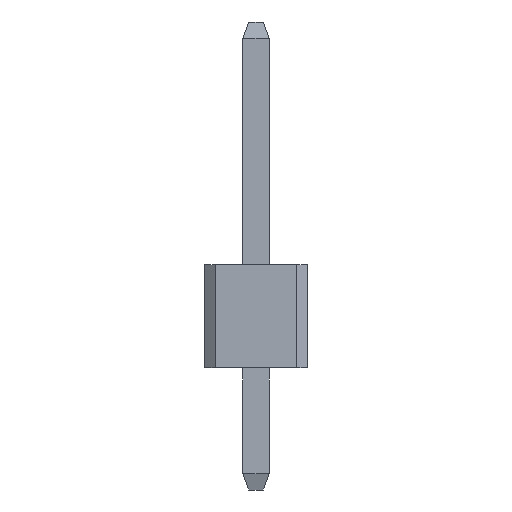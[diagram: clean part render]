
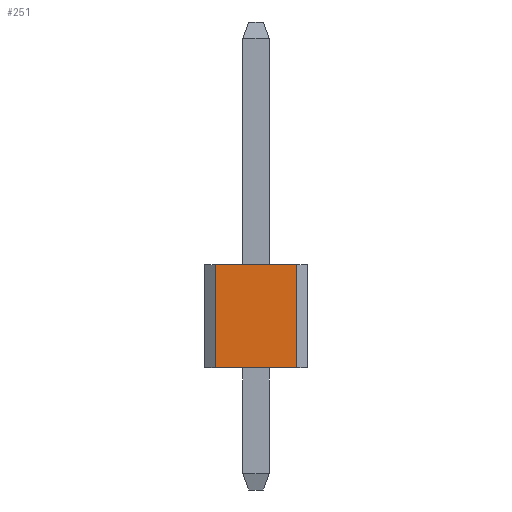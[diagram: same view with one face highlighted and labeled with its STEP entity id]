
A CAD part, front view. The second image highlights one B-rep face of the part: STEP entity #251.
In plain terms, the highlighted planar face has unit normal (0, -1, 0).
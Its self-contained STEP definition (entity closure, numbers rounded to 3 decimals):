
#15 = DIRECTION ( 'NONE',  ( -1., 0., 0. ) ) ;
#61 = VECTOR ( 'NONE', #1285, 1000. ) ;
#98 = DIRECTION ( 'NONE',  ( 0., 0., -1. ) ) ;
#142 = DIRECTION ( 'NONE',  ( 0., 0., -1. ) ) ;
#145 = VERTEX_POINT ( 'NONE', #788 ) ;
#232 = AXIS2_PLACEMENT_3D ( 'NONE', #709, #1316, #98 ) ;
#247 = VECTOR ( 'NONE', #15, 1000. ) ;
#251 = ADVANCED_FACE ( 'NONE', ( #1311 ), #589, .T. ) ;
#269 = CARTESIAN_POINT ( 'NONE',  ( 1., -1.27, 3. ) ) ;
#436 = VERTEX_POINT ( 'NONE', #1196 ) ;
#450 = VERTEX_POINT ( 'NONE', #269 ) ;
#565 = CARTESIAN_POINT ( 'NONE',  ( -1., -1.27, 3. ) ) ;
#582 = VECTOR ( 'NONE', #1154, 1000. ) ;
#589 = PLANE ( 'NONE',  #232 ) ;
#608 = VECTOR ( 'NONE', #142, 1000. ) ;
#618 = ORIENTED_EDGE ( 'NONE', *, *, #990, .T. ) ;
#706 = LINE ( 'NONE', #1123, #582 ) ;
#709 = CARTESIAN_POINT ( 'NONE',  ( -1., -1.27, 5.54 ) ) ;
#737 = LINE ( 'NONE', #743, #247 ) ;
#743 = CARTESIAN_POINT ( 'NONE',  ( -1., -1.27, 3. ) ) ;
#788 = CARTESIAN_POINT ( 'NONE',  ( 1., -1.27, 5.54 ) ) ;
#796 = VERTEX_POINT ( 'NONE', #565 ) ;
#801 = CARTESIAN_POINT ( 'NONE',  ( -1., -1.27, 5.54 ) ) ;
#822 = EDGE_CURVE ( 'NONE', #145, #450, #1085, .T. ) ;
#913 = EDGE_LOOP ( 'NONE', ( #992, #1030, #1011, #618 ) ) ;
#958 = LINE ( 'NONE', #801, #61 ) ;
#990 = EDGE_CURVE ( 'NONE', #436, #796, #706, .T. ) ;
#992 = ORIENTED_EDGE ( 'NONE', *, *, #1263, .F. ) ;
#1011 = ORIENTED_EDGE ( 'NONE', *, *, #1094, .T. ) ;
#1030 = ORIENTED_EDGE ( 'NONE', *, *, #822, .F. ) ;
#1085 = LINE ( 'NONE', #1090, #608 ) ;
#1090 = CARTESIAN_POINT ( 'NONE',  ( 1., -1.27, 5.54 ) ) ;
#1094 = EDGE_CURVE ( 'NONE', #145, #436, #958, .T. ) ;
#1123 = CARTESIAN_POINT ( 'NONE',  ( -1., -1.27, 5.54 ) ) ;
#1154 = DIRECTION ( 'NONE',  ( 0., 0., -1. ) ) ;
#1196 = CARTESIAN_POINT ( 'NONE',  ( -1., -1.27, 5.54 ) ) ;
#1263 = EDGE_CURVE ( 'NONE', #450, #796, #737, .T. ) ;
#1285 = DIRECTION ( 'NONE',  ( -1., 0., 0. ) ) ;
#1311 = FACE_OUTER_BOUND ( 'NONE', #913, .T. ) ;
#1316 = DIRECTION ( 'NONE',  ( 0., -1., 0. ) ) ;
